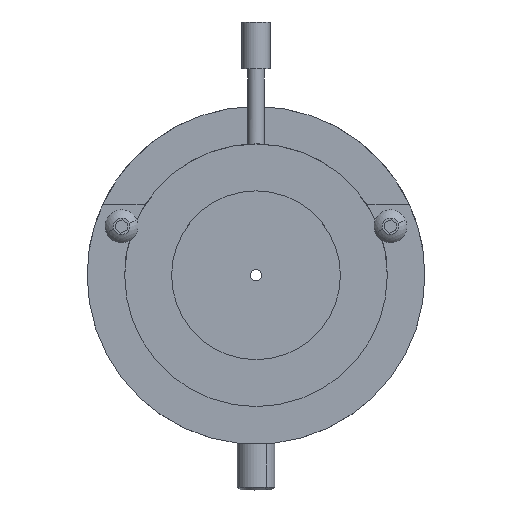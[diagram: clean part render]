
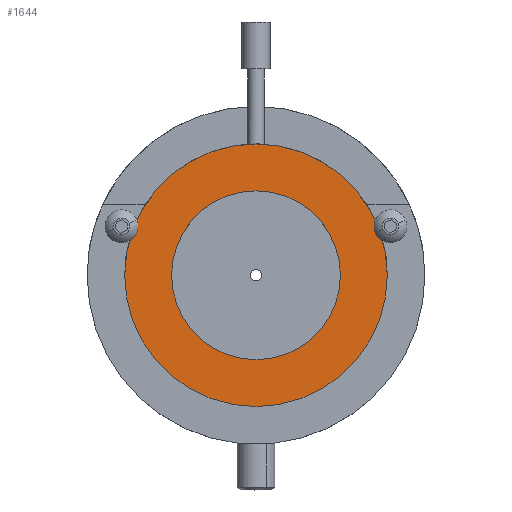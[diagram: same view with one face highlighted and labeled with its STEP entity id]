
A CAD part, top view. The second image highlights one B-rep face of the part: STEP entity #1644.
In plain terms, the highlighted planar face has unit normal (0, 0, 1).
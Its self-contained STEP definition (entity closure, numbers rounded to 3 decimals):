
#185 = PLANE ( 'NONE',  #1235 ) ;
#203 = EDGE_CURVE ( 'NONE', #458, #2378, #2382, .T. ) ;
#289 = CARTESIAN_POINT ( 'NONE',  ( 0., 0., 6.1 ) ) ;
#413 = DIRECTION ( 'NONE',  ( 1., 0., 0. ) ) ;
#437 = ORIENTED_EDGE ( 'NONE', *, *, #1538, .T. ) ;
#453 = VERTEX_POINT ( 'NONE', #2093 ) ;
#458 = VERTEX_POINT ( 'NONE', #2525 ) ;
#628 = DIRECTION ( 'NONE',  ( 0., 0., 1. ) ) ;
#774 = CIRCLE ( 'NONE', #2304, 9. ) ;
#794 = DIRECTION ( 'NONE',  ( 0., 0., 1. ) ) ;
#804 = VERTEX_POINT ( 'NONE', #2537 ) ;
#834 = FACE_OUTER_BOUND ( 'NONE', #876, .T. ) ;
#860 = AXIS2_PLACEMENT_3D ( 'NONE', #289, #2699, #1641 ) ;
#864 = CIRCLE ( 'NONE', #860, 14. ) ;
#876 = EDGE_LOOP ( 'NONE', ( #1289, #437 ) ) ;
#917 = CARTESIAN_POINT ( 'NONE',  ( 0., 0., 6.1 ) ) ;
#933 = DIRECTION ( 'NONE',  ( 0., 0., 1. ) ) ;
#1056 = FACE_BOUND ( 'NONE', #1347, .T. ) ;
#1086 = AXIS2_PLACEMENT_3D ( 'NONE', #2496, #933, #1809 ) ;
#1235 = AXIS2_PLACEMENT_3D ( 'NONE', #1710, #794, #2595 ) ;
#1276 = AXIS2_PLACEMENT_3D ( 'NONE', #2396, #628, #413 ) ;
#1289 = ORIENTED_EDGE ( 'NONE', *, *, #203, .T. ) ;
#1347 = EDGE_LOOP ( 'NONE', ( #2639, #2779 ) ) ;
#1538 = EDGE_CURVE ( 'NONE', #2378, #458, #864, .T. ) ;
#1591 = DIRECTION ( 'NONE',  ( 1., 0., 0. ) ) ;
#1620 = DIRECTION ( 'NONE',  ( 0., 0., 1. ) ) ;
#1641 = DIRECTION ( 'NONE',  ( 1., 0., 0. ) ) ;
#1644 = ADVANCED_FACE ( 'NONE', ( #1056, #834 ), #185, .T. ) ;
#1710 = CARTESIAN_POINT ( 'NONE',  ( 0., 0., 6.1 ) ) ;
#1809 = DIRECTION ( 'NONE',  ( 1., 0., 0. ) ) ;
#1839 = CARTESIAN_POINT ( 'NONE',  ( 14., 0., 6.1 ) ) ;
#1962 = EDGE_CURVE ( 'NONE', #453, #804, #2339, .T. ) ;
#2093 = CARTESIAN_POINT ( 'NONE',  ( 9., 0., 6.1 ) ) ;
#2304 = AXIS2_PLACEMENT_3D ( 'NONE', #917, #1620, #1591 ) ;
#2339 = CIRCLE ( 'NONE', #1086, 9. ) ;
#2346 = EDGE_CURVE ( 'NONE', #804, #453, #774, .T. ) ;
#2378 = VERTEX_POINT ( 'NONE', #1839 ) ;
#2382 = CIRCLE ( 'NONE', #1276, 14. ) ;
#2396 = CARTESIAN_POINT ( 'NONE',  ( 0., 0., 6.1 ) ) ;
#2496 = CARTESIAN_POINT ( 'NONE',  ( 0., 0., 6.1 ) ) ;
#2525 = CARTESIAN_POINT ( 'NONE',  ( -14., 0., 6.1 ) ) ;
#2537 = CARTESIAN_POINT ( 'NONE',  ( -9., 0., 6.1 ) ) ;
#2595 = DIRECTION ( 'NONE',  ( 1., 0., 0. ) ) ;
#2639 = ORIENTED_EDGE ( 'NONE', *, *, #1962, .F. ) ;
#2699 = DIRECTION ( 'NONE',  ( 0., 0., 1. ) ) ;
#2779 = ORIENTED_EDGE ( 'NONE', *, *, #2346, .F. ) ;
